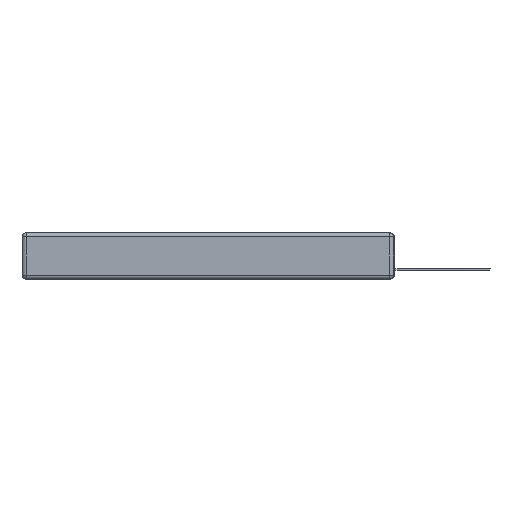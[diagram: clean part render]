
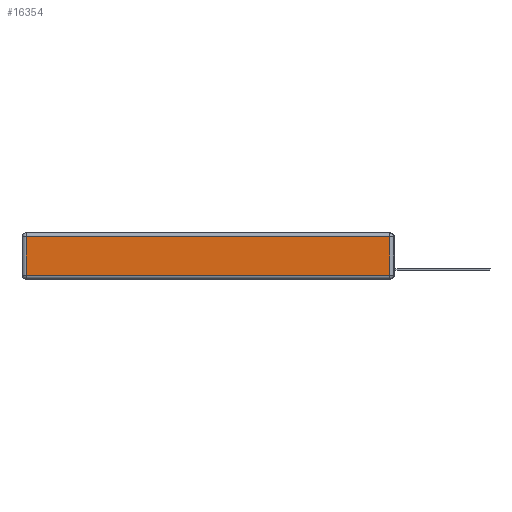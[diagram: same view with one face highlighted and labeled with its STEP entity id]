
A CAD part, left-side view. The second image highlights one B-rep face of the part: STEP entity #16354.
In plain terms, the highlighted planar face has unit normal (-1, 0, 0).
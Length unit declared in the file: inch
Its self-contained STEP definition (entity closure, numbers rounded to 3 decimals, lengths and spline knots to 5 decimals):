
#229 = DIRECTION ( 'NONE',  ( 0., 0., 1. ) ) ;
#475 = ORIENTED_EDGE ( 'NONE', *, *, #19681, .T. ) ;
#765 = DIRECTION ( 'NONE',  ( 0., 0., -1. ) ) ;
#1043 = VECTOR ( 'NONE', #20516, 39.37008 ) ;
#1613 = ORIENTED_EDGE ( 'NONE', *, *, #5429, .T. ) ;
#1734 = ORIENTED_EDGE ( 'NONE', *, *, #4074, .T. ) ;
#2115 = CARTESIAN_POINT ( 'NONE',  ( 0., 0., -0.343 ) ) ;
#2351 = CARTESIAN_POINT ( 'NONE',  ( 0., 2.72, -0.313 ) ) ;
#2531 = LINE ( 'NONE', #15395, #5701 ) ;
#2551 = CARTESIAN_POINT ( 'NONE',  ( 0., 0.03, -0.343 ) ) ;
#2662 = VERTEX_POINT ( 'NONE', #2351 ) ;
#2872 = DIRECTION ( 'NONE',  ( 0., 1., 0. ) ) ;
#4074 = EDGE_CURVE ( 'NONE', #14844, #18272, #19062, .T. ) ;
#5429 = EDGE_CURVE ( 'NONE', #10257, #14844, #13178, .T. ) ;
#5701 = VECTOR ( 'NONE', #765, 39.37008 ) ;
#6007 = CARTESIAN_POINT ( 'NONE',  ( 0., 0.03, -0.03 ) ) ;
#7562 = EDGE_CURVE ( 'NONE', #2662, #10257, #19290, .T. ) ;
#9016 = CARTESIAN_POINT ( 'NONE',  ( 0., 2.72, -0.03 ) ) ;
#9342 = ORIENTED_EDGE ( 'NONE', *, *, #7562, .T. ) ;
#10257 = VERTEX_POINT ( 'NONE', #14787 ) ;
#12182 = VECTOR ( 'NONE', #21289, 39.37008 ) ;
#13178 = LINE ( 'NONE', #2551, #1043 ) ;
#13955 = EDGE_LOOP ( 'NONE', ( #9342, #1613, #1734, #475 ) ) ;
#14787 = CARTESIAN_POINT ( 'NONE',  ( 0., 0.03, -0.313 ) ) ;
#14844 = VERTEX_POINT ( 'NONE', #6007 ) ;
#14967 = PLANE ( 'NONE',  #21956 ) ;
#15395 = CARTESIAN_POINT ( 'NONE',  ( 0., 2.72, -0.343 ) ) ;
#16354 = ADVANCED_FACE ( 'NONE', ( #21831 ), #14967, .T. ) ;
#18272 = VERTEX_POINT ( 'NONE', #9016 ) ;
#18422 = VECTOR ( 'NONE', #2872, 39.37008 ) ;
#18650 = DIRECTION ( 'NONE',  ( -1., 0., 0. ) ) ;
#19062 = LINE ( 'NONE', #22716, #18422 ) ;
#19290 = LINE ( 'NONE', #23184, #12182 ) ;
#19681 = EDGE_CURVE ( 'NONE', #18272, #2662, #2531, .T. ) ;
#20516 = DIRECTION ( 'NONE',  ( 0., 0., 1. ) ) ;
#21289 = DIRECTION ( 'NONE',  ( 0., -1., 0. ) ) ;
#21831 = FACE_OUTER_BOUND ( 'NONE', #13955, .T. ) ;
#21956 = AXIS2_PLACEMENT_3D ( 'NONE', #2115, #18650, #229 ) ;
#22716 = CARTESIAN_POINT ( 'NONE',  ( 0., 2.75, -0.03 ) ) ;
#23184 = CARTESIAN_POINT ( 'NONE',  ( 0., 0., -0.313 ) ) ;
